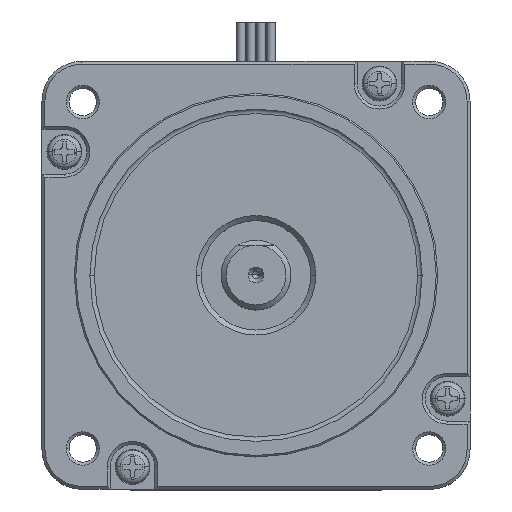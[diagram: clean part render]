
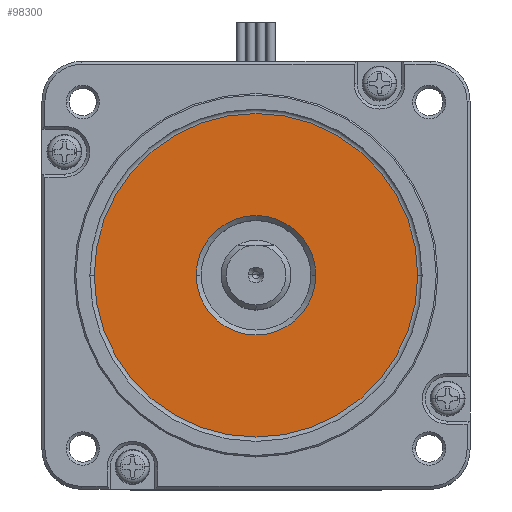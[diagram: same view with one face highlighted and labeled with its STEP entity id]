
A CAD part, top view. The second image highlights one B-rep face of the part: STEP entity #98300.
In plain terms, the highlighted planar face has unit normal (0, 0, 1).
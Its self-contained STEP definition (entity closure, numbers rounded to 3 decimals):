
#84460=CARTESIAN_POINT('',(32.5,0.,1.)
);
#84470=VERTEX_POINT('',#84460);
#84560=CARTESIAN_POINT('',(-32.5,0.,1.
));
#84570=VERTEX_POINT('',#84560);
#84600=CARTESIAN_POINT('',(0.,0.,1.));
#84610=DIRECTION('',(0.,0.,1.));
#84620=DIRECTION('',(1.,0.,-0.));
#84630=AXIS2_PLACEMENT_3D('',#84600,#84610,#84620);
#84640=CIRCLE('',#84630,32.5);
#84650=EDGE_CURVE('',#84570,#84470,#84640,.T.);
#98050=CARTESIAN_POINT('',(-32.89,-32.89,1.));
#98060=DIRECTION('',(0.,0.,1.));
#98070=DIRECTION('',(1.,0.,-0.));
#98080=AXIS2_PLACEMENT_3D('',#98050,#98060,#98070);
#98090=PLANE('',#98080);
#98100=EDGE_CURVE('',#84470,#84570,#84640,.T.);
#98110=ORIENTED_EDGE('',*,*,#98100,.T.);
#98120=ORIENTED_EDGE('',*,*,#84650,.T.);
#98130=EDGE_LOOP('',(#98120,#98110));
#98140=FACE_OUTER_BOUND('',#98130,.T.);
#98150=CARTESIAN_POINT('',(0.,0.,1.
));
#98160=DIRECTION('',(-0.,-0.,-1.));
#98170=DIRECTION('',(1.,0.,0.));
#98180=AXIS2_PLACEMENT_3D('',#98150,#98160,#98170);
#98190=CIRCLE('',#98180,12.);
#98200=CARTESIAN_POINT('',(12.,0.,1.));
#98210=VERTEX_POINT('',#98200);
#98220=CARTESIAN_POINT('',(-12.,0.,1.));
#98230=VERTEX_POINT('',#98220);
#98240=EDGE_CURVE('',#98210,#98230,#98190,.T.);
#98250=ORIENTED_EDGE('',*,*,#98240,.T.);
#98260=EDGE_CURVE('',#98230,#98210,#98190,.T.);
#98270=ORIENTED_EDGE('',*,*,#98260,.T.);
#98280=EDGE_LOOP('',(#98270,#98250));
#98290=FACE_BOUND('',#98280,.T.);
#98300=ADVANCED_FACE('',(#98140,#98290),#98090,.T.);
